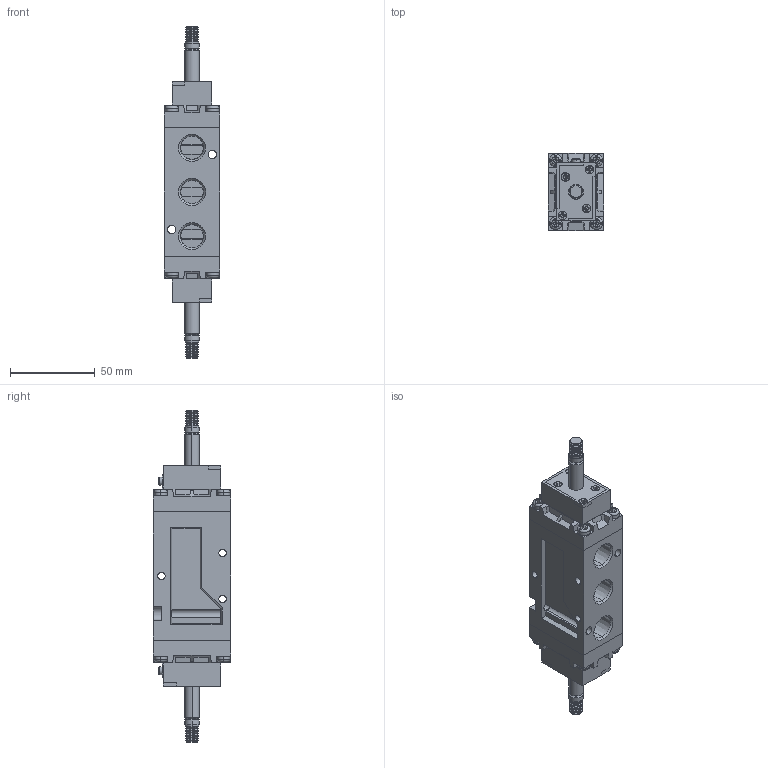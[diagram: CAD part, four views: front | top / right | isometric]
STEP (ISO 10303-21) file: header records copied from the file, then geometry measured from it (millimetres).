
FILE_DESCRIPTION (( 'STEP AP203' ), '1' );
FILE_NAME ('SF5200-IP.STEP', '2016-01-05T00:38:43', ( 'yrd8' ), ( '' ), 'SwSTEP 2.0', 'SolidWorks 2008', '' );
FILE_SCHEMA (( 'CONFIG_CONTROL_DESIGN' ));
Length unit declared in the file: millimetre
Products named in the file (4): SF5000 Pilot_ル遽; SF5200-IP; SF5000 Body; SF5000 Semi_晦獄 撲薑
Assembly tree (5 placements, depth 2):
  SF5200-IP
    SF5000 Semi_晦獄 撲薑  x2
    SF5000 Pilot_ル遽  x2
    SF5000 Body
Bounding box: 32.5 x 45.5 x 195.3 mm (x, y, z)
Volume: 149469.1 mm3; surface area: 42412.9 mm2
Topology: 5 solids, 5 shells, 713 faces, 1850 edges, 1194 vertices
Faces by surface type: plane 487, cylinder 106, cone 104, torus 16
Entity records: 12975 total; most frequent: CARTESIAN_POINT 2441, ORIENTED_EDGE 2122, DIRECTION 2049, EDGE_CURVE 1061, LINE 741, VECTOR 741, VERTEX_POINT 686, AXIS2_PLACEMENT_3D 654
